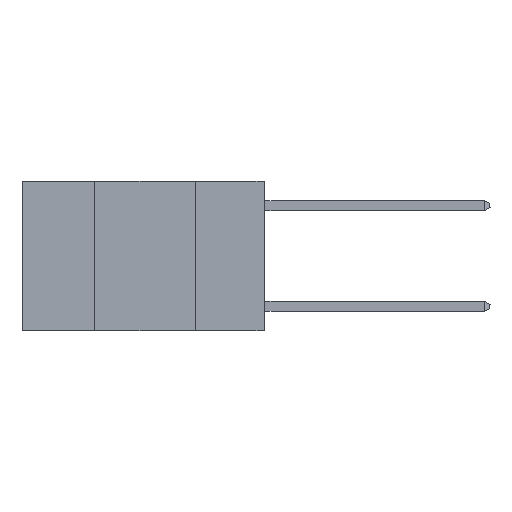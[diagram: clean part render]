
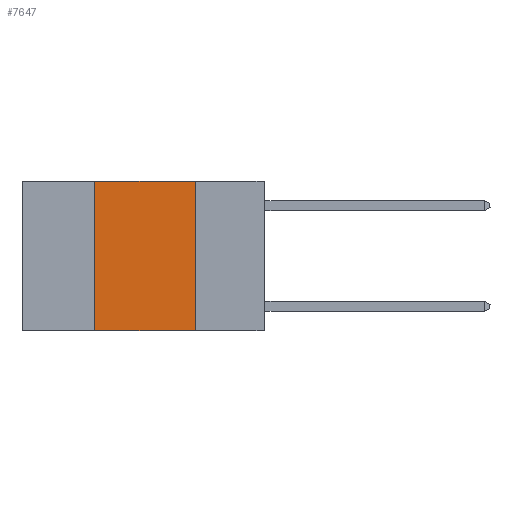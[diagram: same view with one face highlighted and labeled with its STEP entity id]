
A CAD part, left-side view. The second image highlights one B-rep face of the part: STEP entity #7647.
In plain terms, the highlighted planar face has unit normal (-1, 0, 0).
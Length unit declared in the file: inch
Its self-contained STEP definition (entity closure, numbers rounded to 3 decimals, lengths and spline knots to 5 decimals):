
#526 = FACE_OUTER_BOUND ( 'NONE', #11421, .T. ) ;
#791 = ORIENTED_EDGE ( 'NONE', *, *, #17689, .F. ) ;
#1952 = CARTESIAN_POINT ( 'NONE',  ( 0., 0.42, 0. ) ) ;
#2684 = ORIENTED_EDGE ( 'NONE', *, *, #12647, .F. ) ;
#2832 = CARTESIAN_POINT ( 'NONE',  ( 0., 0.6, -0.37 ) ) ;
#4371 = VECTOR ( 'NONE', #10932, 39.37008 ) ;
#4845 = VECTOR ( 'NONE', #16254, 39.37008 ) ;
#6505 = DIRECTION ( 'NONE',  ( 1., 0., 0. ) ) ;
#6812 = CARTESIAN_POINT ( 'NONE',  ( 0., 0.17, 0. ) ) ;
#7647 = ADVANCED_FACE ( 'NONE', ( #526 ), #18321, .F. ) ;
#8139 = CARTESIAN_POINT ( 'NONE',  ( 0., 0.42, 0. ) ) ;
#9063 = LINE ( 'NONE', #18722, #16956 ) ;
#9232 = LINE ( 'NONE', #18117, #12769 ) ;
#9378 = VERTEX_POINT ( 'NONE', #10926 ) ;
#9841 = DIRECTION ( 'NONE',  ( 0., 0., -1. ) ) ;
#10724 = DIRECTION ( 'NONE',  ( 0., -1., 0. ) ) ;
#10760 = VERTEX_POINT ( 'NONE', #8139 ) ;
#10926 = CARTESIAN_POINT ( 'NONE',  ( 0., 0.42, -0.37 ) ) ;
#10932 = DIRECTION ( 'NONE',  ( 0., 0., 1. ) ) ;
#11188 = AXIS2_PLACEMENT_3D ( 'NONE', #15387, #6505, #16879 ) ;
#11421 = EDGE_LOOP ( 'NONE', ( #2684, #12208, #791, #15061 ) ) ;
#12208 = ORIENTED_EDGE ( 'NONE', *, *, #18433, .F. ) ;
#12647 = EDGE_CURVE ( 'NONE', #18678, #17215, #9063, .T. ) ;
#12769 = VECTOR ( 'NONE', #10724, 39.37008 ) ;
#12820 = LINE ( 'NONE', #2832, #4845 ) ;
#12874 = EDGE_CURVE ( 'NONE', #9378, #17215, #12820, .T. ) ;
#14382 = CARTESIAN_POINT ( 'NONE',  ( 0., 0.17, -0.37 ) ) ;
#15061 = ORIENTED_EDGE ( 'NONE', *, *, #12874, .T. ) ;
#15387 = CARTESIAN_POINT ( 'NONE',  ( 0., 0.6, 0. ) ) ;
#16254 = DIRECTION ( 'NONE',  ( 0., -1., 0. ) ) ;
#16879 = DIRECTION ( 'NONE',  ( 0., 0., -1. ) ) ;
#16956 = VECTOR ( 'NONE', #9841, 39.37008 ) ;
#17215 = VERTEX_POINT ( 'NONE', #14382 ) ;
#17689 = EDGE_CURVE ( 'NONE', #9378, #10760, #18331, .T. ) ;
#18117 = CARTESIAN_POINT ( 'NONE',  ( 0., 0.6, 0. ) ) ;
#18321 = PLANE ( 'NONE',  #11188 ) ;
#18331 = LINE ( 'NONE', #1952, #4371 ) ;
#18433 = EDGE_CURVE ( 'NONE', #10760, #18678, #9232, .T. ) ;
#18678 = VERTEX_POINT ( 'NONE', #6812 ) ;
#18722 = CARTESIAN_POINT ( 'NONE',  ( 0., 0.17, 0. ) ) ;
